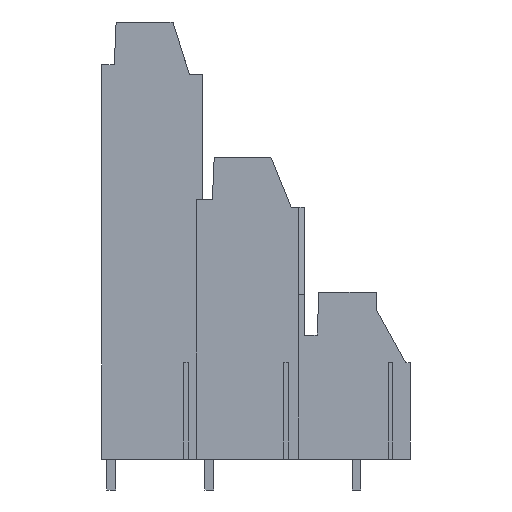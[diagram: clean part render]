
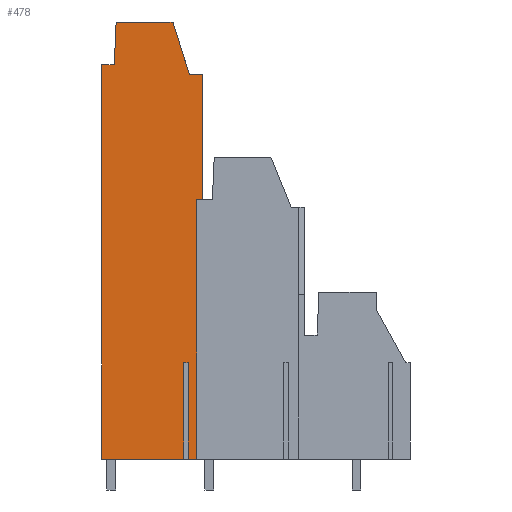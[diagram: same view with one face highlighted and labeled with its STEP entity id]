
A CAD part, left-side view. The second image highlights one B-rep face of the part: STEP entity #478.
In plain terms, the highlighted planar face has unit normal (-1, 0, 0).
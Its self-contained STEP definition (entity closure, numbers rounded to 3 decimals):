
#385=AXIS2_PLACEMENT_3D('Plane Axis2P3D',#382,#383,#384) ;
#107=CARTESIAN_POINT('Vertex',(2.54,24.592,48.47)) ;
#123=CARTESIAN_POINT('Vertex',(2.54,30.488,48.47)) ;
#126=CARTESIAN_POINT('Line Origine',(2.54,41.393,48.47)) ;
#221=CARTESIAN_POINT('Line Origine',(2.54,23.745,45.735)) ;
#225=CARTESIAN_POINT('Vertex',(2.54,22.898,43.)) ;
#356=CARTESIAN_POINT('Line Origine',(2.54,30.584,46.26)) ;
#360=CARTESIAN_POINT('Vertex',(2.54,30.681,44.05)) ;
#382=CARTESIAN_POINT('Axis2P3D Location',(2.54,21.84,31.2)) ;
#387=CARTESIAN_POINT('Line Origine',(2.54,21.811,30.05)) ;
#391=CARTESIAN_POINT('Vertex',(2.54,21.49,30.05)) ;
#393=CARTESIAN_POINT('Vertex',(2.54,22.131,30.05)) ;
#396=CARTESIAN_POINT('Line Origine',(2.54,21.49,36.525)) ;
#400=CARTESIAN_POINT('Vertex',(2.54,21.49,43.)) ;
#403=CARTESIAN_POINT('Line Origine',(2.54,22.194,43.)) ;
#408=CARTESIAN_POINT('Line Origine',(2.54,31.34,44.05)) ;
#412=CARTESIAN_POINT('Vertex',(2.54,32.,44.05)) ;
#415=CARTESIAN_POINT('Line Origine',(2.54,32.,23.625)) ;
#419=CARTESIAN_POINT('Vertex',(2.54,32.,3.2)) ;
#422=CARTESIAN_POINT('Line Origine',(2.54,27.738,3.2)) ;
#426=CARTESIAN_POINT('Vertex',(2.54,23.475,3.2)) ;
#429=CARTESIAN_POINT('Line Origine',(2.54,23.475,8.2)) ;
#433=CARTESIAN_POINT('Vertex',(2.54,23.475,13.2)) ;
#436=CARTESIAN_POINT('Line Origine',(2.54,23.25,13.2)) ;
#440=CARTESIAN_POINT('Vertex',(2.54,23.025,13.2)) ;
#443=CARTESIAN_POINT('Line Origine',(2.54,23.025,8.2)) ;
#447=CARTESIAN_POINT('Vertex',(2.54,23.025,3.2)) ;
#450=CARTESIAN_POINT('Line Origine',(2.54,22.578,3.2)) ;
#454=CARTESIAN_POINT('Vertex',(2.54,22.131,3.2)) ;
#457=CARTESIAN_POINT('Line Origine',(2.54,22.131,16.625)) ;
#127=DIRECTION('Vector Direction',(0.,1.,0.)) ;
#222=DIRECTION('Vector Direction',(0.,-0.296,-0.955)) ;
#357=DIRECTION('Vector Direction',(0.,0.044,-0.999)) ;
#383=DIRECTION('Axis2P3D Direction',(1.,0.,0.)) ;
#384=DIRECTION('Axis2P3D XDirection',(0.,1.,0.)) ;
#388=DIRECTION('Vector Direction',(0.,1.,0.)) ;
#397=DIRECTION('Vector Direction',(0.,0.,1.)) ;
#404=DIRECTION('Vector Direction',(0.,-1.,0.)) ;
#409=DIRECTION('Vector Direction',(0.,-1.,0.)) ;
#416=DIRECTION('Vector Direction',(0.,0.,1.)) ;
#423=DIRECTION('Vector Direction',(0.,1.,0.)) ;
#430=DIRECTION('Vector Direction',(0.,0.,1.)) ;
#437=DIRECTION('Vector Direction',(0.,-1.,0.)) ;
#444=DIRECTION('Vector Direction',(0.,0.,1.)) ;
#451=DIRECTION('Vector Direction',(0.,1.,0.)) ;
#458=DIRECTION('Vector Direction',(0.,0.,-1.)) ;
#128=VECTOR('Line Direction',#127,1.) ;
#223=VECTOR('Line Direction',#222,1.) ;
#358=VECTOR('Line Direction',#357,1.) ;
#389=VECTOR('Line Direction',#388,1.) ;
#398=VECTOR('Line Direction',#397,1.) ;
#405=VECTOR('Line Direction',#404,1.) ;
#410=VECTOR('Line Direction',#409,1.) ;
#417=VECTOR('Line Direction',#416,1.) ;
#424=VECTOR('Line Direction',#423,1.) ;
#431=VECTOR('Line Direction',#430,1.) ;
#438=VECTOR('Line Direction',#437,1.) ;
#445=VECTOR('Line Direction',#444,1.) ;
#452=VECTOR('Line Direction',#451,1.) ;
#459=VECTOR('Line Direction',#458,1.) ;
#463=ORIENTED_EDGE('',*,*,#395,.F.) ;
#464=ORIENTED_EDGE('',*,*,#402,.T.) ;
#465=ORIENTED_EDGE('',*,*,#407,.F.) ;
#466=ORIENTED_EDGE('',*,*,#227,.F.) ;
#467=ORIENTED_EDGE('',*,*,#130,.T.) ;
#468=ORIENTED_EDGE('',*,*,#362,.F.) ;
#469=ORIENTED_EDGE('',*,*,#414,.F.) ;
#470=ORIENTED_EDGE('',*,*,#421,.F.) ;
#471=ORIENTED_EDGE('',*,*,#428,.F.) ;
#472=ORIENTED_EDGE('',*,*,#435,.T.) ;
#473=ORIENTED_EDGE('',*,*,#442,.T.) ;
#474=ORIENTED_EDGE('',*,*,#449,.F.) ;
#475=ORIENTED_EDGE('',*,*,#456,.F.) ;
#476=ORIENTED_EDGE('',*,*,#461,.F.) ;
#478=ADVANCED_FACE('housing',(#477),#386,.F.) ;
#130=EDGE_CURVE('',#108,#124,#129,.T.) ;
#227=EDGE_CURVE('',#108,#226,#224,.T.) ;
#362=EDGE_CURVE('',#361,#124,#359,.F.) ;
#395=EDGE_CURVE('',#392,#394,#390,.T.) ;
#402=EDGE_CURVE('',#392,#401,#399,.T.) ;
#407=EDGE_CURVE('',#226,#401,#406,.T.) ;
#414=EDGE_CURVE('',#413,#361,#411,.T.) ;
#421=EDGE_CURVE('',#420,#413,#418,.T.) ;
#428=EDGE_CURVE('',#427,#420,#425,.T.) ;
#435=EDGE_CURVE('',#427,#434,#432,.T.) ;
#442=EDGE_CURVE('',#434,#441,#439,.T.) ;
#449=EDGE_CURVE('',#448,#441,#446,.T.) ;
#456=EDGE_CURVE('',#455,#448,#453,.T.) ;
#461=EDGE_CURVE('',#394,#455,#460,.T.) ;
#462=EDGE_LOOP('',(#463,#464,#465,#466,#467,#468,#469,#470,#471,#472,#473,#474,#475,#476)) ;
#477=FACE_OUTER_BOUND('',#462,.T.) ;
#129=LINE('Line',#126,#128) ;
#224=LINE('Line',#221,#223) ;
#359=LINE('Line',#356,#358) ;
#390=LINE('Line',#387,#389) ;
#399=LINE('Line',#396,#398) ;
#406=LINE('Line',#403,#405) ;
#411=LINE('Line',#408,#410) ;
#418=LINE('Line',#415,#417) ;
#425=LINE('Line',#422,#424) ;
#432=LINE('Line',#429,#431) ;
#439=LINE('Line',#436,#438) ;
#446=LINE('Line',#443,#445) ;
#453=LINE('Line',#450,#452) ;
#460=LINE('Line',#457,#459) ;
#386=PLANE('',#385) ;
#108=VERTEX_POINT('',#107) ;
#124=VERTEX_POINT('',#123) ;
#226=VERTEX_POINT('',#225) ;
#361=VERTEX_POINT('',#360) ;
#392=VERTEX_POINT('',#391) ;
#394=VERTEX_POINT('',#393) ;
#401=VERTEX_POINT('',#400) ;
#413=VERTEX_POINT('',#412) ;
#420=VERTEX_POINT('',#419) ;
#427=VERTEX_POINT('',#426) ;
#434=VERTEX_POINT('',#433) ;
#441=VERTEX_POINT('',#440) ;
#448=VERTEX_POINT('',#447) ;
#455=VERTEX_POINT('',#454) ;
